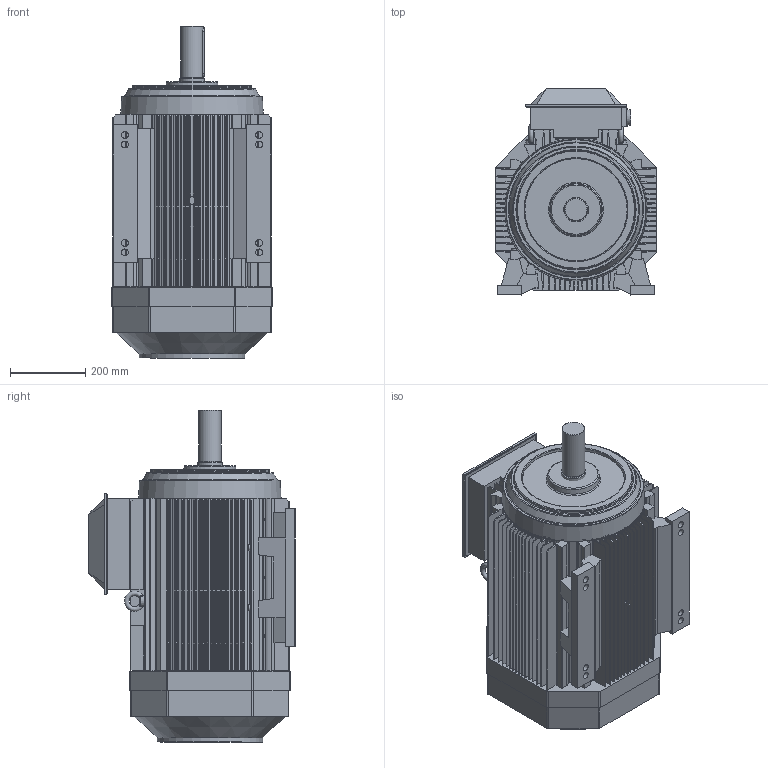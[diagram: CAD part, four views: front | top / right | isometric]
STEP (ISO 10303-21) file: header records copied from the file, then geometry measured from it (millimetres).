
FILE_DESCRIPTION((''),'2;1');
FILE_NAME('3GZV100086-29.stp','2015-07-02T12:18:23',('sejotaa1'),(''),'Autodesk Inventor 2011','Autodesk Inventor 2011','');
FILE_SCHEMA(('AUTOMOTIVE_DESIGN { 1 0 10303 214 1 1 1 1 }'));
Length unit declared in the file: millimetre
Products named in the file (1): 3GZV100086-29
Bounding box: 425 x 548.6 x 879.99 mm (x, y, z)
Volume: 106079976.1 mm3; surface area: 8748125.8 mm2
Topology: 24 solids, 72 shells, 2184 faces, 5870 edges, 3884 vertices
Faces by surface type: plane 1078, cylinder 916, bspline 80, cone 58, torus 52
Full cylindrical faces by diameter (mm): 3.3 x8, 5.5 x8, 11 x2, 12 x4, 16 x4, 18 x16, 20 x2, 34 x2, 40 x6, 44.942 x2, 47 x2, 57 x2, 59 x2, 59.4 x4, 60 x6, 64.4 x2, 65 x2, 71 x2, 75 x2, 76 x2, 279.576 x2, 364 x2, 372 x4
Entity records: 77108 total; most frequent: CARTESIAN_POINT 19567, DIRECTION 11684, ORIENTED_EDGE 11164, EDGE_CURVE 5642, AXIS2_PLACEMENT_3D 4265, VERTEX_POINT 3846, VECTOR 3154, LINE 3154
